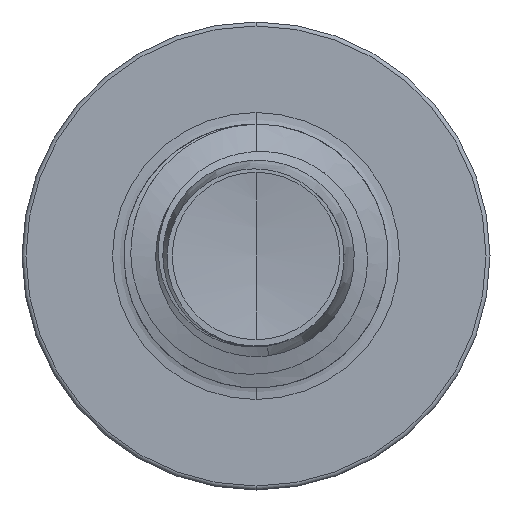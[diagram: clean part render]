
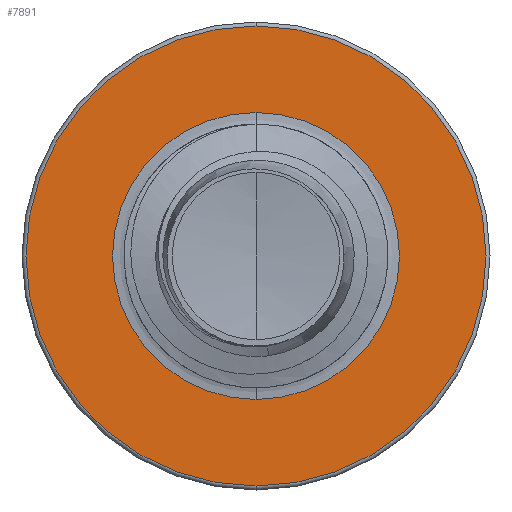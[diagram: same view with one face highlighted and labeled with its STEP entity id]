
A CAD part, front view. The second image highlights one B-rep face of the part: STEP entity #7891.
In plain terms, the highlighted planar face has unit normal (0, -1, 0).
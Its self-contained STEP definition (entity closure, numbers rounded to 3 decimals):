
#11 = VERTEX_POINT ( 'NONE', #16935 ) ;
#579 = CIRCLE ( 'NONE', #16790, 1.917 ) ;
#769 = DIRECTION ( 'NONE',  ( 0., 1., 0. ) ) ;
#945 = CARTESIAN_POINT ( 'NONE',  ( 0., 5., 0. ) ) ;
#2092 = AXIS2_PLACEMENT_3D ( 'NONE', #5335, #5314, #5291 ) ;
#2559 = ORIENTED_EDGE ( 'NONE', *, *, #7221, .F. ) ;
#2588 = VERTEX_POINT ( 'NONE', #5662 ) ;
#2778 = EDGE_CURVE ( 'NONE', #16407, #9945, #7328, .T. ) ;
#2781 = DIRECTION ( 'NONE',  ( 0., 0., 1. ) ) ;
#2979 = ORIENTED_EDGE ( 'NONE', *, *, #14932, .F. ) ;
#3268 = ORIENTED_EDGE ( 'NONE', *, *, #14857, .T. ) ;
#3356 = CARTESIAN_POINT ( 'NONE',  ( 0., 5., 0. ) ) ;
#3442 = ORIENTED_EDGE ( 'NONE', *, *, #2778, .T. ) ;
#4320 = CARTESIAN_POINT ( 'NONE',  ( 0., 5., -1.196 ) ) ;
#4517 = PLANE ( 'NONE',  #12418 ) ;
#5055 = DIRECTION ( 'NONE',  ( 0., 0., 1. ) ) ;
#5291 = DIRECTION ( 'NONE',  ( 0., 0., 1. ) ) ;
#5307 = CIRCLE ( 'NONE', #10947, 1.917 ) ;
#5314 = DIRECTION ( 'NONE',  ( 0., 1., 0. ) ) ;
#5335 = CARTESIAN_POINT ( 'NONE',  ( 0., 5., 0. ) ) ;
#5662 = CARTESIAN_POINT ( 'NONE',  ( 0., 5., -1.917 ) ) ;
#7221 = EDGE_CURVE ( 'NONE', #11, #2588, #5307, .T. ) ;
#7328 = CIRCLE ( 'NONE', #2092, 1.196 ) ;
#7891 = ADVANCED_FACE ( 'NONE', ( #19276, #8552 ), #4517, .F. ) ;
#8282 = EDGE_LOOP ( 'NONE', ( #2559, #2979 ) ) ;
#8552 = FACE_BOUND ( 'NONE', #11773, .T. ) ;
#9292 = DIRECTION ( 'NONE',  ( 0., 1., 0. ) ) ;
#9911 = CIRCLE ( 'NONE', #15991, 1.196 ) ;
#9945 = VERTEX_POINT ( 'NONE', #12938 ) ;
#10568 = CARTESIAN_POINT ( 'NONE',  ( 0., 5., 0. ) ) ;
#10947 = AXIS2_PLACEMENT_3D ( 'NONE', #3356, #13823, #5055 ) ;
#11773 = EDGE_LOOP ( 'NONE', ( #3268, #3442 ) ) ;
#11955 = DIRECTION ( 'NONE',  ( 0., 0., 1. ) ) ;
#12065 = DIRECTION ( 'NONE',  ( 0., 1., 0. ) ) ;
#12418 = AXIS2_PLACEMENT_3D ( 'NONE', #13424, #9292, #14796 ) ;
#12938 = CARTESIAN_POINT ( 'NONE',  ( 0., 5., 1.196 ) ) ;
#13424 = CARTESIAN_POINT ( 'NONE',  ( 0., 5., -1.196 ) ) ;
#13823 = DIRECTION ( 'NONE',  ( 0., 1., 0. ) ) ;
#14796 = DIRECTION ( 'NONE',  ( 0., 0., 1. ) ) ;
#14857 = EDGE_CURVE ( 'NONE', #9945, #16407, #9911, .T. ) ;
#14932 = EDGE_CURVE ( 'NONE', #2588, #11, #579, .T. ) ;
#15991 = AXIS2_PLACEMENT_3D ( 'NONE', #10568, #769, #11955 ) ;
#16407 = VERTEX_POINT ( 'NONE', #4320 ) ;
#16790 = AXIS2_PLACEMENT_3D ( 'NONE', #945, #12065, #2781 ) ;
#16935 = CARTESIAN_POINT ( 'NONE',  ( 0., 5., 1.917 ) ) ;
#19276 = FACE_OUTER_BOUND ( 'NONE', #8282, .T. ) ;
